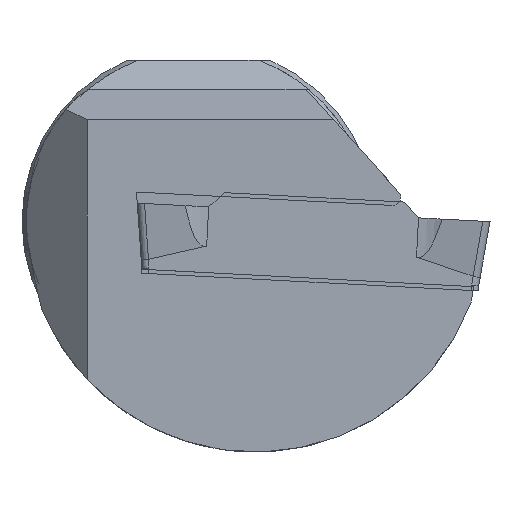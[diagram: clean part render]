
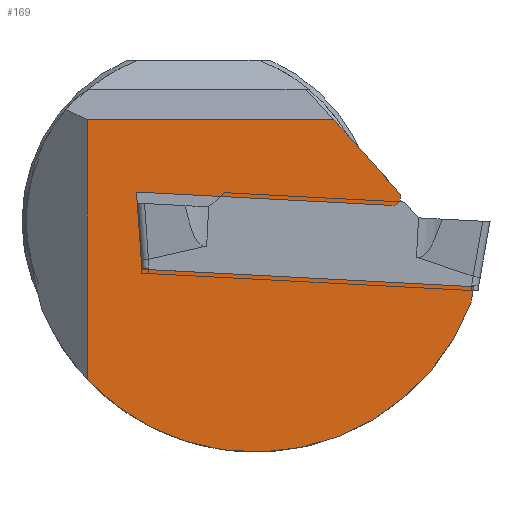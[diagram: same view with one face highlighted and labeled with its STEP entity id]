
A CAD part, left-side view. The second image highlights one B-rep face of the part: STEP entity #169.
In plain terms, the highlighted planar face has unit normal (-1, 0, 0).
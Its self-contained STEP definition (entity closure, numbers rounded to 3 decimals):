
#169=ADVANCED_FACE('',(#272),#218,.T.);
#218=PLANE('',#1280);
#272=FACE_OUTER_BOUND('',#336,.T.);
#336=EDGE_LOOP('',(#750,#751,#752,#753,#754,#755,#756,#757,#758));
#426=LINE('',#1887,#521);
#427=LINE('',#1890,#522);
#428=LINE('',#1892,#523);
#429=LINE('',#1896,#524);
#430=LINE('',#1898,#525);
#431=LINE('',#1900,#526);
#432=LINE('',#1904,#527);
#521=VECTOR('',#1547,1.);
#522=VECTOR('',#1548,1.);
#523=VECTOR('',#1549,1.);
#524=VECTOR('',#1552,1.);
#525=VECTOR('',#1553,1.);
#526=VECTOR('',#1554,1.);
#527=VECTOR('',#1557,1.);
#750=ORIENTED_EDGE('',*,*,#1106,.F.);
#751=ORIENTED_EDGE('',*,*,#1107,.F.);
#752=ORIENTED_EDGE('',*,*,#1108,.F.);
#753=ORIENTED_EDGE('',*,*,#1109,.F.);
#754=ORIENTED_EDGE('',*,*,#1110,.T.);
#755=ORIENTED_EDGE('',*,*,#1111,.T.);
#756=ORIENTED_EDGE('',*,*,#1112,.T.);
#757=ORIENTED_EDGE('',*,*,#1113,.F.);
#758=ORIENTED_EDGE('',*,*,#1114,.T.);
#962=VERTEX_POINT('',#1888);
#963=VERTEX_POINT('',#1889);
#964=VERTEX_POINT('',#1891);
#965=VERTEX_POINT('',#1893);
#966=VERTEX_POINT('',#1895);
#967=VERTEX_POINT('',#1897);
#968=VERTEX_POINT('',#1899);
#969=VERTEX_POINT('',#1901);
#970=VERTEX_POINT('',#1903);
#1106=EDGE_CURVE('',#962,#963,#426,.T.);
#1107=EDGE_CURVE('',#964,#962,#427,.T.);
#1108=EDGE_CURVE('',#965,#964,#428,.T.);
#1109=EDGE_CURVE('',#966,#965,#1186,.T.);
#1110=EDGE_CURVE('',#966,#967,#429,.T.);
#1111=EDGE_CURVE('',#967,#968,#430,.T.);
#1112=EDGE_CURVE('',#968,#969,#431,.T.);
#1113=EDGE_CURVE('',#970,#969,#1187,.T.);
#1114=EDGE_CURVE('',#970,#963,#432,.T.);
#1186=CIRCLE('',#1278,0.5);
#1187=CIRCLE('',#1279,13.05);
#1278=AXIS2_PLACEMENT_3D('',#1894,#1550,#1551);
#1279=AXIS2_PLACEMENT_3D('',#1902,#1555,#1556);
#1280=AXIS2_PLACEMENT_3D('',#1905,#1558,#1559);
#1547=DIRECTION('',(0.,-0.999,-0.052));
#1548=DIRECTION('',(0.,-0.07,-0.998));
#1549=DIRECTION('',(0.,0.999,0.052));
#1550=DIRECTION('',(1.,0.,0.));
#1551=DIRECTION('',(0.,0.,1.));
#1552=DIRECTION('',(0.,0.669,0.743));
#1553=DIRECTION('',(0.,1.,0.));
#1554=DIRECTION('',(0.,0.,-1.));
#1555=DIRECTION('',(1.,0.,0.));
#1556=DIRECTION('',(0.,0.,1.));
#1557=DIRECTION('',(0.,-0.174,0.985));
#1558=DIRECTION('',(-1.,0.,0.));
#1559=DIRECTION('',(0.,0.,1.));
#1887=CARTESIAN_POINT('',(0.3,17.103,-1.969));
#1888=CARTESIAN_POINT('',(0.3,3.211,-2.697));
#1889=CARTESIAN_POINT('',(0.3,-15.584,-3.682));
#1890=CARTESIAN_POINT('',(0.3,3.466,0.946));
#1891=CARTESIAN_POINT('',(0.3,3.517,1.675));
#1892=CARTESIAN_POINT('',(0.3,16.876,2.375));
#1893=CARTESIAN_POINT('',(0.3,-10.929,0.918));
#1894=CARTESIAN_POINT('',(0.3,-10.955,1.417));
#1895=CARTESIAN_POINT('',(0.3,-11.435,1.556));
#1896=CARTESIAN_POINT('',(0.3,0.522,14.837));
#1897=CARTESIAN_POINT('',(0.3,-7.637,5.775));
#1898=CARTESIAN_POINT('',(0.3,17.,5.775));
#1899=CARTESIAN_POINT('',(0.3,6.3,5.775));
#1900=CARTESIAN_POINT('',(0.3,6.3,0.));
#1901=CARTESIAN_POINT('',(0.3,6.3,-8.947));
#1902=CARTESIAN_POINT('',(0.3,-3.2,0.));
#1903=CARTESIAN_POINT('',(0.3,-15.43,-4.552));
#1904=CARTESIAN_POINT('',(0.3,-15.231,-5.683));
#1905=CARTESIAN_POINT('',(0.3,17.,0.));
